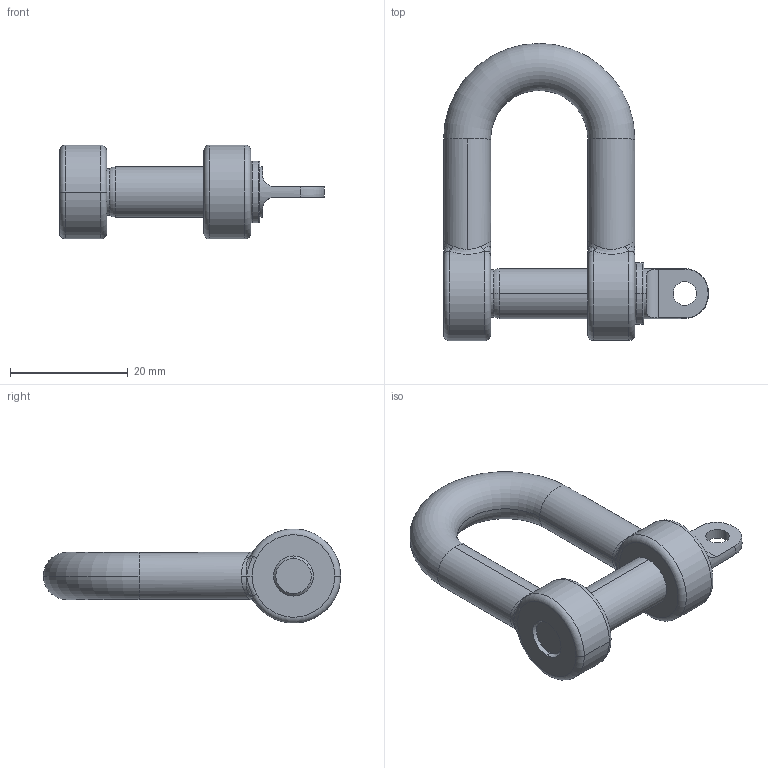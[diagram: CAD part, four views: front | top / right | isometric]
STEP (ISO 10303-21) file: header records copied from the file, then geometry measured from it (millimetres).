
FILE_DESCRIPTION (( 'STEP AP203' ), '1' );
FILE_NAME ('10005008.STEP', '2018-06-14T11:19:40', ( '' ), ( '' ), 'SwSTEP 2.0', 'SolidWorks 2015', '' );
FILE_SCHEMA (( 'CONFIG_CONTROL_DESIGN' ));
Length unit declared in the file: millimetre
Products named in the file (3): 1000500X Teil2_10005008 Teil2; 1000500X Teil1_10005008 Teil1; 10005008
Assembly tree (2 placements, depth 2):
  10005008
    1000500X Teil1_10005008 Teil1
    1000500X Teil2_10005008 Teil2
Bounding box: 45 x 50.5 x 15.97 mm (x, y, z)
Volume: 8266.2 mm3; surface area: 4740.4 mm2
Topology: 2 solids, 2 shells, 295 faces, 749 edges, 486 vertices
Faces by surface type: bspline 150, plane 74, cylinder 49, torus 18, cone 4
Entity records: 14435 total; most frequent: CARTESIAN_POINT 8262, ORIENTED_EDGE 1498, EDGE_CURVE 749, DIRECTION 721, VERTEX_POINT 486, B_SPLINE_CURVE_WITH_KNOTS 470, EDGE_LOOP 329, FACE_OUTER_BOUND 295
